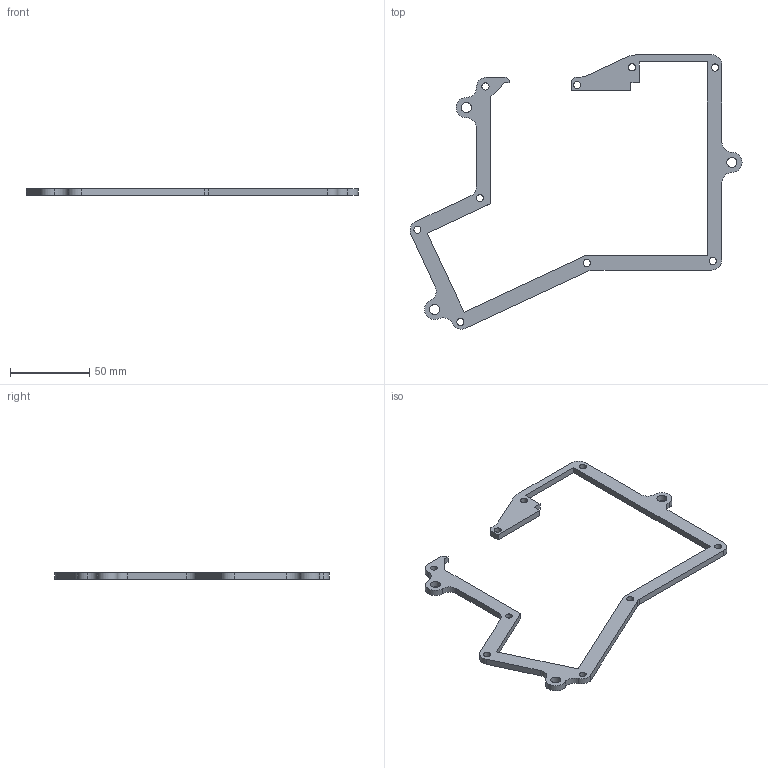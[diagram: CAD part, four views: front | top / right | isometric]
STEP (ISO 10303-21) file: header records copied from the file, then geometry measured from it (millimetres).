
FILE_DESCRIPTION(/* description */ (''),/* implementation_level */ '2;1');
FILE_NAME(/* name */ 'Tenting Spacer #1.stp',/* time_stamp */ '2016-04-25T10:13:40-07:00',/* author */ ('Josh'),/* organization */ (''),/* preprocessor_version */ 'ST-DEVELOPER v15.6',/* originating_system */ 'Autodesk Inventor 2015',/* authorisation */ '');
FILE_SCHEMA (('AUTOMOTIVE_DESIGN { 1 0 10303 214 3 1 1 }'));
Length unit declared in the file: inch
Products named in the file (1): #2015
Bounding box: 209.24 x 173.04 x 4 mm (x, y, z)
Volume: 22665.3 mm3; surface area: 17012 mm2
Topology: 1 solids, 1 shells, 60 faces, 174 edges, 116 vertices
Faces by surface type: cylinder 30, plane 30
Full cylindrical faces by diameter (mm): 4.496 x9, 6.35 x3
Entity records: 2012 total; most frequent: DIRECTION 344, CARTESIAN_POINT 339, ORIENTED_EDGE 324, EDGE_CURVE 162, AXIS2_PLACEMENT_3D 121, VERTEX_POINT 116, LINE 102, VECTOR 102
